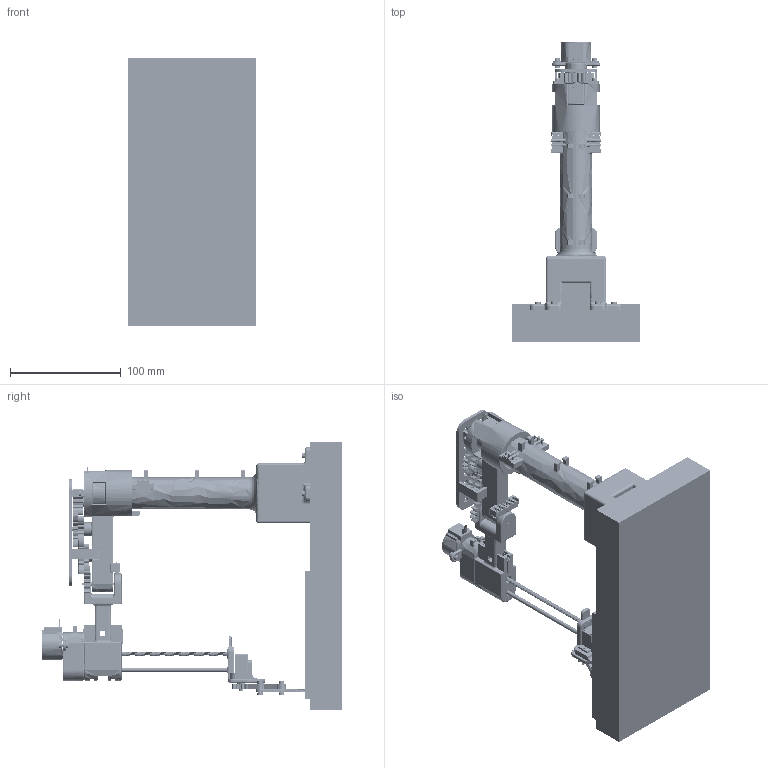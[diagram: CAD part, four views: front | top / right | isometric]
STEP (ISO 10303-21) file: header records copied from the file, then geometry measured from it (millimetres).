
FILE_DESCRIPTION(('FreeCAD Model'),'2;1');
FILE_NAME('Open CASCADE Shape Model','2025-04-25T19:27:43',('FreeCAD'),( 'FreeCAD'),'Open CASCADE STEP processor 7.6','FreeCAD','Unknown');
FILE_SCHEMA(('AUTOMOTIVE_DESIGN { 1 0 10303 214 1 1 1 1 }'));
Products named in the file (1): Open CASCADE STEP translator 7.6 1
Bounding box: 116.1 x 270.6 x 241.87 mm (x, y, z)
Volume: 633523.9 mm3; surface area: 334024.7 mm2
Topology: 51 solids, 54 shells, 5103 faces, 12743 edges, 7927 vertices
Faces by surface type: bspline 5103
Entity records: 169274 total; most frequent: CARTESIAN_POINT 97488, ORIENTED_EDGE 25398, EDGE_CURVE 12699, VERTEX_POINT 7927, B_SPLINE_CURVE_WITH_KNOTS 7433, FACE_BOUND 5538, EDGE_LOOP 5538, ADVANCED_FACE 5103
